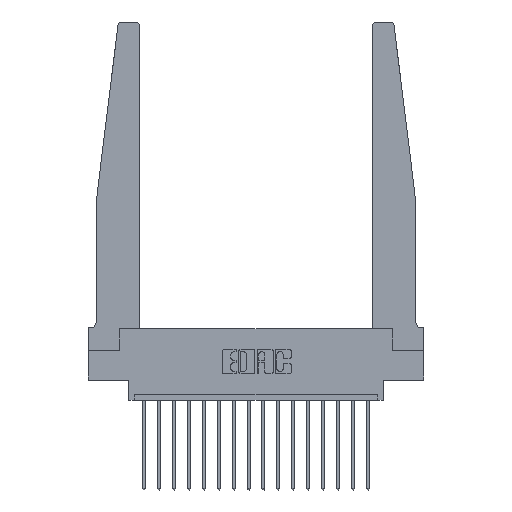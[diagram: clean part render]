
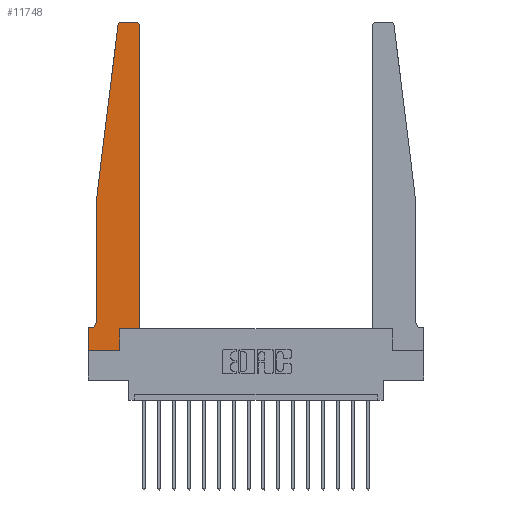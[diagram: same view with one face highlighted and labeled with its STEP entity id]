
A CAD part, top view. The second image highlights one B-rep face of the part: STEP entity #11748.
In plain terms, the highlighted planar face has unit normal (0, 0, 1).
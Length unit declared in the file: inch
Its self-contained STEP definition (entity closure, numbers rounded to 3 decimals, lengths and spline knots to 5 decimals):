
#28 = DIRECTION ( 'NONE',  ( 0., -1., 0. ) ) ;
#211 = PLANE ( 'NONE',  #8828 ) ;
#250 = VECTOR ( 'NONE', #5678, 39.37008 ) ;
#518 = CIRCLE ( 'NONE', #9669, 0.03 ) ;
#569 = CARTESIAN_POINT ( 'NONE',  ( 0., 0., 0.37 ) ) ;
#1090 = CARTESIAN_POINT ( 'NONE',  ( 0.24675, 2.72367, 0.37 ) ) ;
#1124 = VERTEX_POINT ( 'NONE', #9081 ) ;
#1151 = CARTESIAN_POINT ( 'NONE',  ( 0.015, 0.1875, 0.37 ) ) ;
#2194 = CARTESIAN_POINT ( 'NONE',  ( 0., 0., 0.37 ) ) ;
#2218 = DIRECTION ( 'NONE',  ( -1., 0., 0. ) ) ;
#2459 = ORIENTED_EDGE ( 'NONE', *, *, #5317, .T. ) ;
#2576 = CARTESIAN_POINT ( 'NONE',  ( 0.425, 0.18, 0.37 ) ) ;
#2794 = CARTESIAN_POINT ( 'NONE',  ( 0.2605, 0., 0.37 ) ) ;
#3088 = VERTEX_POINT ( 'NONE', #1151 ) ;
#3259 = VERTEX_POINT ( 'NONE', #18026 ) ;
#3344 = DIRECTION ( 'NONE',  ( 0., 0., 1. ) ) ;
#3383 = DIRECTION ( 'NONE',  ( 0., 0., -1. ) ) ;
#3455 = ORIENTED_EDGE ( 'NONE', *, *, #4074, .T. ) ;
#3458 = LINE ( 'NONE', #3984, #11722 ) ;
#3984 = CARTESIAN_POINT ( 'NONE',  ( 0.425, 0.18, 0.37 ) ) ;
#3995 = LINE ( 'NONE', #2194, #6370 ) ;
#4034 = DIRECTION ( 'NONE',  ( 0., 1., 0. ) ) ;
#4074 = EDGE_CURVE ( 'NONE', #16181, #4614, #4606, .T. ) ;
#4081 = VERTEX_POINT ( 'NONE', #5056 ) ;
#4184 = CARTESIAN_POINT ( 'NONE',  ( 0.065, 0.1875, 0.37 ) ) ;
#4261 = EDGE_CURVE ( 'NONE', #4081, #3088, #14423, .T. ) ;
#4606 = LINE ( 'NONE', #5175, #14216 ) ;
#4614 = VERTEX_POINT ( 'NONE', #9911 ) ;
#5056 = CARTESIAN_POINT ( 'NONE',  ( 0.065, 0.2375, 0.37 ) ) ;
#5057 = ORIENTED_EDGE ( 'NONE', *, *, #12741, .T. ) ;
#5068 = LINE ( 'NONE', #5543, #13130 ) ;
#5141 = AXIS2_PLACEMENT_3D ( 'NONE', #7581, #3383, #16244 ) ;
#5175 = CARTESIAN_POINT ( 'NONE',  ( 0.2605, 0.18, 0.37 ) ) ;
#5317 = EDGE_CURVE ( 'NONE', #4614, #16747, #3458, .T. ) ;
#5543 = CARTESIAN_POINT ( 'NONE',  ( 0.25, 2.75, 0.37 ) ) ;
#5598 = ORIENTED_EDGE ( 'NONE', *, *, #16200, .T. ) ;
#5602 = CARTESIAN_POINT ( 'NONE',  ( 0., 0.1875, 0.37 ) ) ;
#5678 = DIRECTION ( 'NONE',  ( -0.122, -0.992, 0. ) ) ;
#5797 = ORIENTED_EDGE ( 'NONE', *, *, #15715, .T. ) ;
#5907 = CIRCLE ( 'NONE', #11364, 0.03 ) ;
#6006 = ORIENTED_EDGE ( 'NONE', *, *, #14706, .T. ) ;
#6370 = VECTOR ( 'NONE', #16506, 39.37008 ) ;
#6939 = CARTESIAN_POINT ( 'NONE',  ( 0.065, 1.25, 0.37 ) ) ;
#7581 = CARTESIAN_POINT ( 'NONE',  ( 0.015, 0.2375, 0.37 ) ) ;
#7954 = VERTEX_POINT ( 'NONE', #15955 ) ;
#8001 = LINE ( 'NONE', #15595, #250 ) ;
#8271 = DIRECTION ( 'NONE',  ( -1., 0., 0. ) ) ;
#8581 = CARTESIAN_POINT ( 'NONE',  ( 0., 0.1875, 0.37 ) ) ;
#8671 = DIRECTION ( 'NONE',  ( 1., 0., 0. ) ) ;
#8717 = DIRECTION ( 'NONE',  ( 1., 0., 0. ) ) ;
#8785 = DIRECTION ( 'NONE',  ( 0., 0., 1. ) ) ;
#8828 = AXIS2_PLACEMENT_3D ( 'NONE', #5602, #12781, #15581 ) ;
#8836 = VECTOR ( 'NONE', #28, 39.37008 ) ;
#9081 = CARTESIAN_POINT ( 'NONE',  ( 0.395, 2.75, 0.37 ) ) ;
#9477 = LINE ( 'NONE', #11106, #10575 ) ;
#9591 = EDGE_CURVE ( 'NONE', #15803, #15915, #3995, .T. ) ;
#9669 = AXIS2_PLACEMENT_3D ( 'NONE', #16085, #3344, #17542 ) ;
#9911 = CARTESIAN_POINT ( 'NONE',  ( 0.2605, 0.18, 0.37 ) ) ;
#9967 = ORIENTED_EDGE ( 'NONE', *, *, #11198, .T. ) ;
#10043 = ORIENTED_EDGE ( 'NONE', *, *, #4261, .T. ) ;
#10188 = EDGE_CURVE ( 'NONE', #16747, #3259, #9477, .T. ) ;
#10227 = ORIENTED_EDGE ( 'NONE', *, *, #10188, .T. ) ;
#10520 = VERTEX_POINT ( 'NONE', #1090 ) ;
#10575 = VECTOR ( 'NONE', #4034, 39.37008 ) ;
#10927 = ORIENTED_EDGE ( 'NONE', *, *, #9591, .T. ) ;
#11106 = CARTESIAN_POINT ( 'NONE',  ( 0.425, 0.18, 0.37 ) ) ;
#11198 = EDGE_CURVE ( 'NONE', #7954, #10520, #5907, .T. ) ;
#11364 = AXIS2_PLACEMENT_3D ( 'NONE', #11630, #8785, #8717 ) ;
#11448 = VECTOR ( 'NONE', #2218, 39.37008 ) ;
#11468 = FACE_OUTER_BOUND ( 'NONE', #11854, .T. ) ;
#11554 = LINE ( 'NONE', #16763, #15554 ) ;
#11630 = CARTESIAN_POINT ( 'NONE',  ( 0.27653, 2.72, 0.37 ) ) ;
#11722 = VECTOR ( 'NONE', #8671, 39.37008 ) ;
#11748 = ADVANCED_FACE ( 'NONE', ( #11468 ), #211, .T. ) ;
#11854 = EDGE_LOOP ( 'NONE', ( #5797, #9967, #6006, #5598, #10043, #17987, #10927, #17080, #3455, #2459, #10227, #5057 ) ) ;
#12170 = EDGE_CURVE ( 'NONE', #3088, #15803, #15247, .T. ) ;
#12319 = DIRECTION ( 'NONE',  ( 1., 0., 0. ) ) ;
#12741 = EDGE_CURVE ( 'NONE', #3259, #1124, #518, .T. ) ;
#12781 = DIRECTION ( 'NONE',  ( 0., 0., 1. ) ) ;
#13130 = VECTOR ( 'NONE', #8271, 39.37008 ) ;
#13399 = VERTEX_POINT ( 'NONE', #16955 ) ;
#14216 = VECTOR ( 'NONE', #15169, 39.37008 ) ;
#14423 = CIRCLE ( 'NONE', #5141, 0.05 ) ;
#14706 = EDGE_CURVE ( 'NONE', #10520, #13399, #8001, .T. ) ;
#15169 = DIRECTION ( 'NONE',  ( 0., 1., 0. ) ) ;
#15247 = LINE ( 'NONE', #4184, #11448 ) ;
#15554 = VECTOR ( 'NONE', #12319, 39.37008 ) ;
#15581 = DIRECTION ( 'NONE',  ( 1., 0., 0. ) ) ;
#15595 = CARTESIAN_POINT ( 'NONE',  ( 0.065, 1.25, 0.37 ) ) ;
#15715 = EDGE_CURVE ( 'NONE', #1124, #7954, #5068, .T. ) ;
#15803 = VERTEX_POINT ( 'NONE', #8581 ) ;
#15915 = VERTEX_POINT ( 'NONE', #569 ) ;
#15955 = CARTESIAN_POINT ( 'NONE',  ( 0.27653, 2.75, 0.37 ) ) ;
#16085 = CARTESIAN_POINT ( 'NONE',  ( 0.395, 2.72, 0.37 ) ) ;
#16181 = VERTEX_POINT ( 'NONE', #2794 ) ;
#16200 = EDGE_CURVE ( 'NONE', #13399, #4081, #16420, .T. ) ;
#16244 = DIRECTION ( 'NONE',  ( -1., 0., 0. ) ) ;
#16420 = LINE ( 'NONE', #6939, #8836 ) ;
#16506 = DIRECTION ( 'NONE',  ( 0., -1., 0. ) ) ;
#16747 = VERTEX_POINT ( 'NONE', #2576 ) ;
#16763 = CARTESIAN_POINT ( 'NONE',  ( 0., 0., 0.37 ) ) ;
#16806 = EDGE_CURVE ( 'NONE', #15915, #16181, #11554, .T. ) ;
#16955 = CARTESIAN_POINT ( 'NONE',  ( 0.065, 1.25, 0.37 ) ) ;
#17080 = ORIENTED_EDGE ( 'NONE', *, *, #16806, .T. ) ;
#17542 = DIRECTION ( 'NONE',  ( 1., 0., 0. ) ) ;
#17987 = ORIENTED_EDGE ( 'NONE', *, *, #12170, .T. ) ;
#18026 = CARTESIAN_POINT ( 'NONE',  ( 0.425, 2.72, 0.37 ) ) ;
